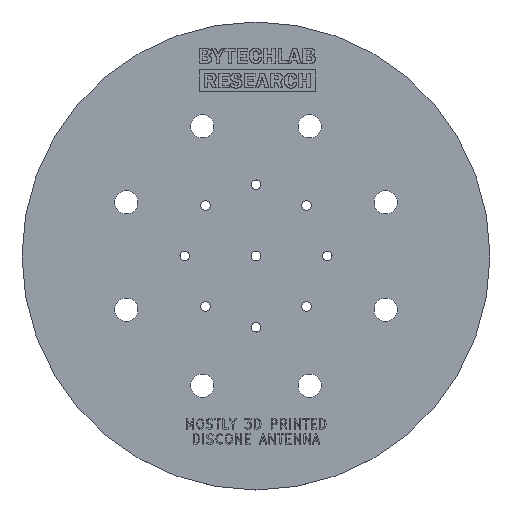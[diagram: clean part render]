
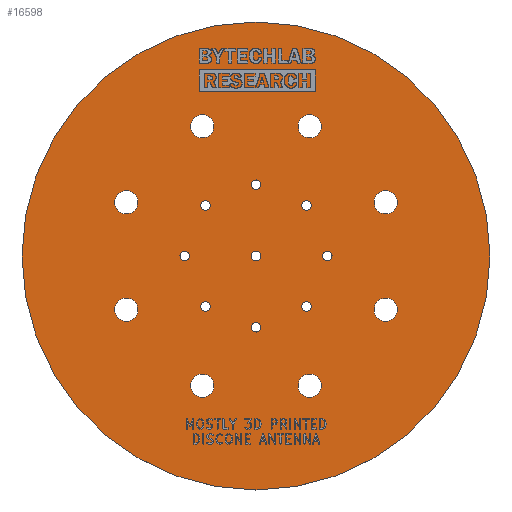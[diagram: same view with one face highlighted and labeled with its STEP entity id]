
A CAD part, top view. The second image highlights one B-rep face of the part: STEP entity #16598.
In plain terms, the highlighted planar face has unit normal (0, 0, 1).
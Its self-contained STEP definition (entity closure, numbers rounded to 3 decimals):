
#16376 = VERTEX_POINT('',#16377);
#16377 = CARTESIAN_POINT('',(198.501,-105.003,1.51));
#16383 = EDGE_CURVE('',#16376,#16376,#16384,.T.);
#16384 = CIRCLE('',#16385,50.);
#16385 = AXIS2_PLACEMENT_3D('',#16386,#16387,#16388);
#16386 = CARTESIAN_POINT('',(148.501,-105.003,1.51));
#16387 = DIRECTION('',(0.,0.,1.));
#16388 = DIRECTION('',(1.,0.,-0.));
#16598 = ADVANCED_FACE('',(#16599,#16602,#16613,#16624,#16635,#16646,
    #16657,#16668,#16679,#16690,#16701,#16712,#16723,#16734,#16745,
    #16756,#16767,#16778),#16789,.T.);
#16599 = FACE_BOUND('',#16600,.T.);
#16600 = EDGE_LOOP('',(#16601));
#16601 = ORIENTED_EDGE('',*,*,#16383,.T.);
#16602 = FACE_BOUND('',#16603,.T.);
#16603 = EDGE_LOOP('',(#16604));
#16604 = ORIENTED_EDGE('',*,*,#16605,.T.);
#16605 = EDGE_CURVE('',#16606,#16606,#16608,.T.);
#16606 = VERTEX_POINT('',#16607);
#16607 = CARTESIAN_POINT('',(137.02,-135.22,1.51));
#16608 = CIRCLE('',#16609,2.5);
#16609 = AXIS2_PLACEMENT_3D('',#16610,#16611,#16612);
#16610 = CARTESIAN_POINT('',(137.02,-132.72,1.51));
#16611 = DIRECTION('',(-0.,0.,-1.));
#16612 = DIRECTION('',(-0.,-1.,0.));
#16613 = FACE_BOUND('',#16614,.T.);
#16614 = EDGE_LOOP('',(#16615));
#16615 = ORIENTED_EDGE('',*,*,#16616,.T.);
#16616 = EDGE_CURVE('',#16617,#16617,#16619,.T.);
#16617 = VERTEX_POINT('',#16618);
#16618 = CARTESIAN_POINT('',(148.501,-121.253,1.51));
#16619 = CIRCLE('',#16620,1.);
#16620 = AXIS2_PLACEMENT_3D('',#16621,#16622,#16623);
#16621 = CARTESIAN_POINT('',(148.501,-120.253,1.51));
#16622 = DIRECTION('',(-0.,0.,-1.));
#16623 = DIRECTION('',(-0.,-1.,0.));
#16624 = FACE_BOUND('',#16625,.T.);
#16625 = EDGE_LOOP('',(#16626));
#16626 = ORIENTED_EDGE('',*,*,#16627,.T.);
#16627 = EDGE_CURVE('',#16628,#16628,#16630,.T.);
#16628 = VERTEX_POINT('',#16629);
#16629 = CARTESIAN_POINT('',(120.785,-118.984,1.51));
#16630 = CIRCLE('',#16631,2.5);
#16631 = AXIS2_PLACEMENT_3D('',#16632,#16633,#16634);
#16632 = CARTESIAN_POINT('',(120.785,-116.484,1.51));
#16633 = DIRECTION('',(-0.,0.,-1.));
#16634 = DIRECTION('',(-0.,-1.,0.));
#16635 = FACE_BOUND('',#16636,.T.);
#16636 = EDGE_LOOP('',(#16637));
#16637 = ORIENTED_EDGE('',*,*,#16638,.T.);
#16638 = EDGE_CURVE('',#16639,#16639,#16641,.T.);
#16639 = VERTEX_POINT('',#16640);
#16640 = CARTESIAN_POINT('',(137.718,-116.787,1.51));
#16641 = CIRCLE('',#16642,1.);
#16642 = AXIS2_PLACEMENT_3D('',#16643,#16644,#16645);
#16643 = CARTESIAN_POINT('',(137.718,-115.787,1.51));
#16644 = DIRECTION('',(-0.,0.,-1.));
#16645 = DIRECTION('',(-0.,-1.,0.));
#16646 = FACE_BOUND('',#16647,.T.);
#16647 = EDGE_LOOP('',(#16648));
#16648 = ORIENTED_EDGE('',*,*,#16649,.T.);
#16649 = EDGE_CURVE('',#16650,#16650,#16652,.T.);
#16650 = VERTEX_POINT('',#16651);
#16651 = CARTESIAN_POINT('',(159.981,-135.22,1.51));
#16652 = CIRCLE('',#16653,2.5);
#16653 = AXIS2_PLACEMENT_3D('',#16654,#16655,#16656);
#16654 = CARTESIAN_POINT('',(159.981,-132.72,1.51));
#16655 = DIRECTION('',(-0.,0.,-1.));
#16656 = DIRECTION('',(-0.,-1.,0.));
#16657 = FACE_BOUND('',#16658,.T.);
#16658 = EDGE_LOOP('',(#16659));
#16659 = ORIENTED_EDGE('',*,*,#16660,.T.);
#16660 = EDGE_CURVE('',#16661,#16661,#16663,.T.);
#16661 = VERTEX_POINT('',#16662);
#16662 = CARTESIAN_POINT('',(159.284,-116.787,1.51));
#16663 = CIRCLE('',#16664,1.);
#16664 = AXIS2_PLACEMENT_3D('',#16665,#16666,#16667);
#16665 = CARTESIAN_POINT('',(159.284,-115.787,1.51));
#16666 = DIRECTION('',(-0.,0.,-1.));
#16667 = DIRECTION('',(-0.,-1.,0.));
#16668 = FACE_BOUND('',#16669,.T.);
#16669 = EDGE_LOOP('',(#16670));
#16670 = ORIENTED_EDGE('',*,*,#16671,.T.);
#16671 = EDGE_CURVE('',#16672,#16672,#16674,.T.);
#16672 = VERTEX_POINT('',#16673);
#16673 = CARTESIAN_POINT('',(176.217,-118.984,1.51));
#16674 = CIRCLE('',#16675,2.5);
#16675 = AXIS2_PLACEMENT_3D('',#16676,#16677,#16678);
#16676 = CARTESIAN_POINT('',(176.217,-116.484,1.51));
#16677 = DIRECTION('',(-0.,0.,-1.));
#16678 = DIRECTION('',(-0.,-1.,0.));
#16679 = FACE_BOUND('',#16680,.T.);
#16680 = EDGE_LOOP('',(#16681));
#16681 = ORIENTED_EDGE('',*,*,#16682,.T.);
#16682 = EDGE_CURVE('',#16683,#16683,#16685,.T.);
#16683 = VERTEX_POINT('',#16684);
#16684 = CARTESIAN_POINT('',(133.251,-106.003,1.51));
#16685 = CIRCLE('',#16686,1.);
#16686 = AXIS2_PLACEMENT_3D('',#16687,#16688,#16689);
#16687 = CARTESIAN_POINT('',(133.251,-105.003,1.51));
#16688 = DIRECTION('',(-0.,0.,-1.));
#16689 = DIRECTION('',(-0.,-1.,0.));
#16690 = FACE_BOUND('',#16691,.T.);
#16691 = EDGE_LOOP('',(#16692));
#16692 = ORIENTED_EDGE('',*,*,#16693,.T.);
#16693 = EDGE_CURVE('',#16694,#16694,#16696,.T.);
#16694 = VERTEX_POINT('',#16695);
#16695 = CARTESIAN_POINT('',(120.785,-96.023,1.51));
#16696 = CIRCLE('',#16697,2.5);
#16697 = AXIS2_PLACEMENT_3D('',#16698,#16699,#16700);
#16698 = CARTESIAN_POINT('',(120.785,-93.523,1.51));
#16699 = DIRECTION('',(-0.,0.,-1.));
#16700 = DIRECTION('',(-0.,-1.,0.));
#16701 = FACE_BOUND('',#16702,.T.);
#16702 = EDGE_LOOP('',(#16703));
#16703 = ORIENTED_EDGE('',*,*,#16704,.T.);
#16704 = EDGE_CURVE('',#16705,#16705,#16707,.T.);
#16705 = VERTEX_POINT('',#16706);
#16706 = CARTESIAN_POINT('',(148.501,-106.003,1.51));
#16707 = CIRCLE('',#16708,1.);
#16708 = AXIS2_PLACEMENT_3D('',#16709,#16710,#16711);
#16709 = CARTESIAN_POINT('',(148.501,-105.003,1.51));
#16710 = DIRECTION('',(-0.,0.,-1.));
#16711 = DIRECTION('',(-0.,-1.,0.));
#16712 = FACE_BOUND('',#16713,.T.);
#16713 = EDGE_LOOP('',(#16714));
#16714 = ORIENTED_EDGE('',*,*,#16715,.T.);
#16715 = EDGE_CURVE('',#16716,#16716,#16718,.T.);
#16716 = VERTEX_POINT('',#16717);
#16717 = CARTESIAN_POINT('',(137.718,-95.22,1.51));
#16718 = CIRCLE('',#16719,1.);
#16719 = AXIS2_PLACEMENT_3D('',#16720,#16721,#16722);
#16720 = CARTESIAN_POINT('',(137.718,-94.22,1.51));
#16721 = DIRECTION('',(-0.,0.,-1.));
#16722 = DIRECTION('',(-0.,-1.,0.));
#16723 = FACE_BOUND('',#16724,.T.);
#16724 = EDGE_LOOP('',(#16725));
#16725 = ORIENTED_EDGE('',*,*,#16726,.T.);
#16726 = EDGE_CURVE('',#16727,#16727,#16729,.T.);
#16727 = VERTEX_POINT('',#16728);
#16728 = CARTESIAN_POINT('',(148.501,-90.753,1.51));
#16729 = CIRCLE('',#16730,1.);
#16730 = AXIS2_PLACEMENT_3D('',#16731,#16732,#16733);
#16731 = CARTESIAN_POINT('',(148.501,-89.753,1.51));
#16732 = DIRECTION('',(-0.,0.,-1.));
#16733 = DIRECTION('',(-0.,-1.,0.));
#16734 = FACE_BOUND('',#16735,.T.);
#16735 = EDGE_LOOP('',(#16736));
#16736 = ORIENTED_EDGE('',*,*,#16737,.T.);
#16737 = EDGE_CURVE('',#16738,#16738,#16740,.T.);
#16738 = VERTEX_POINT('',#16739);
#16739 = CARTESIAN_POINT('',(137.02,-79.787,1.51));
#16740 = CIRCLE('',#16741,2.5);
#16741 = AXIS2_PLACEMENT_3D('',#16742,#16743,#16744);
#16742 = CARTESIAN_POINT('',(137.02,-77.287,1.51));
#16743 = DIRECTION('',(-0.,0.,-1.));
#16744 = DIRECTION('',(-0.,-1.,0.));
#16745 = FACE_BOUND('',#16746,.T.);
#16746 = EDGE_LOOP('',(#16747));
#16747 = ORIENTED_EDGE('',*,*,#16748,.T.);
#16748 = EDGE_CURVE('',#16749,#16749,#16751,.T.);
#16749 = VERTEX_POINT('',#16750);
#16750 = CARTESIAN_POINT('',(159.284,-95.22,1.51));
#16751 = CIRCLE('',#16752,1.);
#16752 = AXIS2_PLACEMENT_3D('',#16753,#16754,#16755);
#16753 = CARTESIAN_POINT('',(159.284,-94.22,1.51));
#16754 = DIRECTION('',(-0.,0.,-1.));
#16755 = DIRECTION('',(-0.,-1.,0.));
#16756 = FACE_BOUND('',#16757,.T.);
#16757 = EDGE_LOOP('',(#16758));
#16758 = ORIENTED_EDGE('',*,*,#16759,.T.);
#16759 = EDGE_CURVE('',#16760,#16760,#16762,.T.);
#16760 = VERTEX_POINT('',#16761);
#16761 = CARTESIAN_POINT('',(163.751,-106.003,1.51));
#16762 = CIRCLE('',#16763,1.);
#16763 = AXIS2_PLACEMENT_3D('',#16764,#16765,#16766);
#16764 = CARTESIAN_POINT('',(163.751,-105.003,1.51));
#16765 = DIRECTION('',(-0.,0.,-1.));
#16766 = DIRECTION('',(-0.,-1.,0.));
#16767 = FACE_BOUND('',#16768,.T.);
#16768 = EDGE_LOOP('',(#16769));
#16769 = ORIENTED_EDGE('',*,*,#16770,.T.);
#16770 = EDGE_CURVE('',#16771,#16771,#16773,.T.);
#16771 = VERTEX_POINT('',#16772);
#16772 = CARTESIAN_POINT('',(176.217,-96.023,1.51));
#16773 = CIRCLE('',#16774,2.5);
#16774 = AXIS2_PLACEMENT_3D('',#16775,#16776,#16777);
#16775 = CARTESIAN_POINT('',(176.217,-93.523,1.51));
#16776 = DIRECTION('',(-0.,0.,-1.));
#16777 = DIRECTION('',(-0.,-1.,0.));
#16778 = FACE_BOUND('',#16779,.T.);
#16779 = EDGE_LOOP('',(#16780));
#16780 = ORIENTED_EDGE('',*,*,#16781,.T.);
#16781 = EDGE_CURVE('',#16782,#16782,#16784,.T.);
#16782 = VERTEX_POINT('',#16783);
#16783 = CARTESIAN_POINT('',(159.981,-79.787,1.51));
#16784 = CIRCLE('',#16785,2.5);
#16785 = AXIS2_PLACEMENT_3D('',#16786,#16787,#16788);
#16786 = CARTESIAN_POINT('',(159.981,-77.287,1.51));
#16787 = DIRECTION('',(-0.,0.,-1.));
#16788 = DIRECTION('',(-0.,-1.,0.));
#16789 = PLANE('',#16790);
#16790 = AXIS2_PLACEMENT_3D('',#16791,#16792,#16793);
#16791 = CARTESIAN_POINT('',(0.,0.,1.51));
#16792 = DIRECTION('',(0.,0.,1.));
#16793 = DIRECTION('',(1.,0.,-0.));
